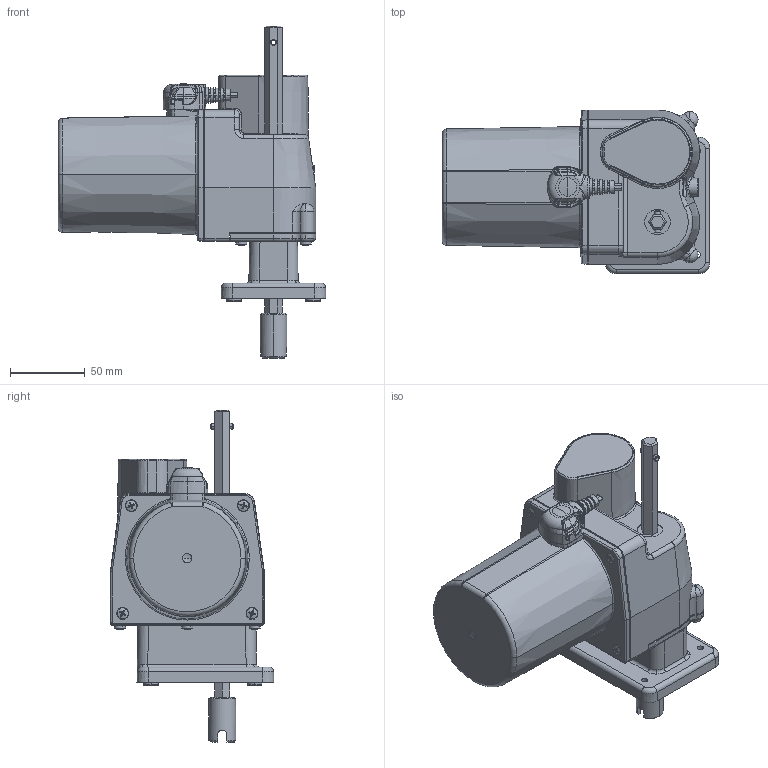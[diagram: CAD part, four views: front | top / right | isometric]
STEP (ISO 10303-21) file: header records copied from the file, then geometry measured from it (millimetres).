
FILE_DESCRIPTION (( 'STEP AP203' ), '1' );
FILE_NAME ('Megamat P Rotator Bamp.STEP', '2011-07-13T13:26:30', ( '.' ), ( '.' ), 'SwSTEP 2.0', 'SolidWorks 2008', '' );
FILE_SCHEMA (( 'CONFIG_CONTROL_DESIGN' ));
Length unit declared in the file: millimetre
Products named in the file (1): Megamat  P Rotator Bamp
Bounding box: 179 x 109.44 x 222 mm (x, y, z)
Volume: 1236401.3 mm3; surface area: 119043.5 mm2
Topology: 1 solids, 2 shells, 1833 faces, 4474 edges, 2678 vertices
Faces by surface type: plane 562, cylinder 362, bspline 260, sphere 227, cone 215, torus 207
Entity records: 61439 total; most frequent: CARTESIAN_POINT 20000, ORIENTED_EDGE 8904, DIRECTION 8659, EDGE_CURVE 4452, AXIS2_PLACEMENT_3D 3555, VERTEX_POINT 2676, CIRCLE 1981, EDGE_LOOP 1916
